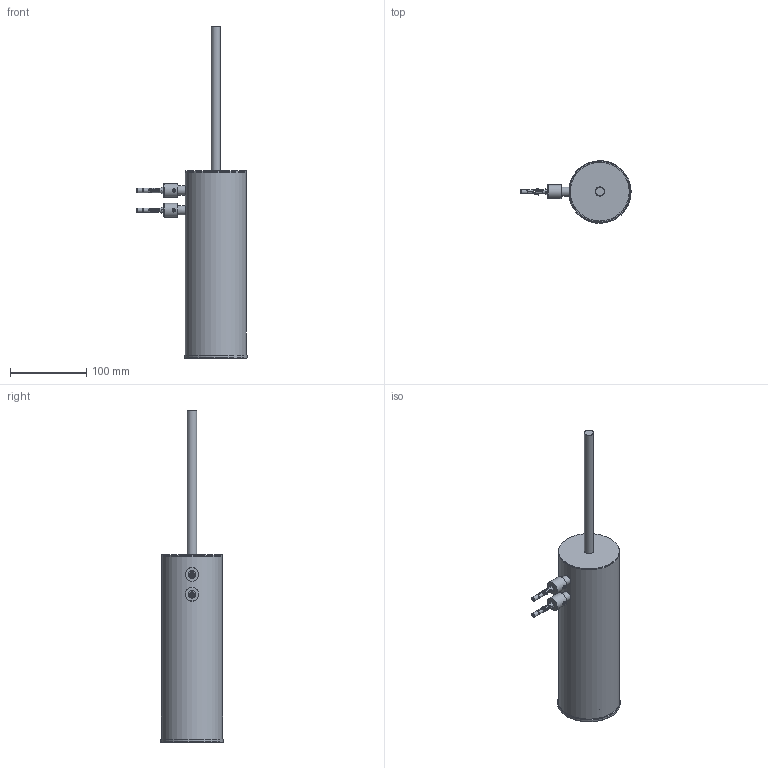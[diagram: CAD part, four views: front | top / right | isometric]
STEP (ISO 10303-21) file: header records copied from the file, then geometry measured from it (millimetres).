
FILE_DESCRIPTION(/* description */ ('Unknown','CAx-IF Rec.Pracs.---Representation and Presentation of Product Manufacturing Information (PMI)---4.0---2014-10-13','CAx-IF Rec.Pracs.---3D Tessellated Geometry---0.4---2014-09-14','2;1'),/* implementation_level */ '2;1');
FILE_NAME(/* name */ 'ARA11-00',/* time_stamp */ '2021-11-05T15:41:53+01:00',/* author */ ('Unknown'),/* organization */ ('Unknown'),/* preprocessor_version */ 'ST-DEVELOPER v16.7',/* originating_system */ 'DEX',/* authorisation */ $);
FILE_SCHEMA (('AP242_MANAGED_MODEL_BASED_3D_ENGINEERING_MIM_LF { 1 0 10303 442 1 1 4 }'));
Length unit declared in the file: millimetre
Products named in the file (11): ARA11-00; CBA11-07; ARA11-001_oa_0; ARA12-01; ARA01-03; ARA11-02; ARA01-002_oa_1; CBA16-05; ARA01-06; ARA11-03; ARA11-04
Assembly tree (14 placements, depth 3):
  ARA11-00
    CBA11-07
    ARA11-001_oa_0
      ARA12-01
      ARA01-03  x2
      ARA11-02  x2
    ARA01-002_oa_1
      CBA16-05  x2
      ARA01-06  x2
    ARA11-03
    ARA11-04
Bounding box: 144.51 x 81.92 x 435.1 mm (x, y, z)
Volume: 151873.2 mm3; surface area: 164086.4 mm2
Topology: 12 solids, 12 shells, 267 faces, 634 edges, 412 vertices
Faces by surface type: plane 127, cylinder 85, torus 26, cone 17, bspline 12
Full cylindrical faces by diameter (mm): 1.7 x2, 3.7 x2, 4.134 x2, 4.2 x2, 4.917 x4, 5 x2, 5.7 x2, 6 x1, 8 x4, 10 x2, 12 x3, 18 x2, 70 x1, 77 x1, 80 x2, 82 x1
Entity records: 5437 total; most frequent: CARTESIAN_POINT 1449, DIRECTION 728, ORIENTED_EDGE 638, EDGE_CURVE 319, AXIS2_PLACEMENT_3D 288, FACE_BOUND 250, EDGE_LOOP 248, VERTEX_POINT 233
